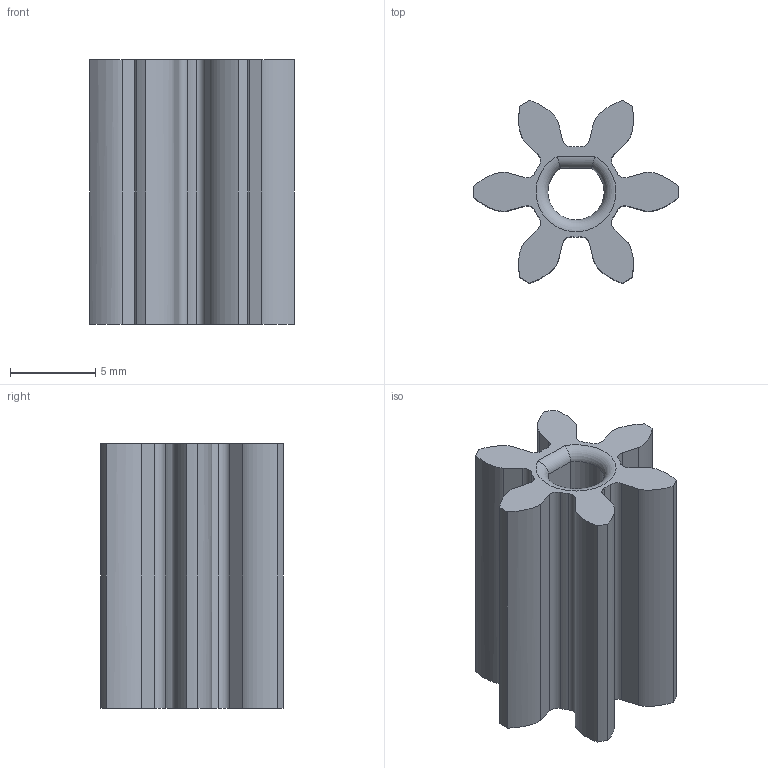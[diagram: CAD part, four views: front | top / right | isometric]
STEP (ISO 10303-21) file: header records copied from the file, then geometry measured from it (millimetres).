
FILE_DESCRIPTION(/* description */ (''),/* implementation_level */ '2;1');
FILE_NAME(/* name */ 'GearRccar6T.step',/* time_stamp */ '2026-02-02T00:33:02+07:00',/* author */ (''),/* organization */ (''),/* preprocessor_version */ 'ST-DEVELOPER v20.1',/* originating_system */ 'Autodesk Translation Framework v14.21.0.0',/* authorisation */ '');
FILE_SCHEMA (('AUTOMOTIVE_DESIGN { 1 0 10303 214 3 1 1 }'));
Length unit declared in the file: millimetre
Products named in the file (2): GearRccar6T; Spur Gear (6 teeth)
Assembly tree (1 placements, depth 2):
  GearRccar6T
    Spur Gear (6 teeth)
Bounding box: 12 x 10.7 x 15.5 mm (x, y, z)
Volume: 788.3 mm3; surface area: 1100.4 mm2
Topology: 1 solids, 1 shells, 54 faces, 154 edges, 102 vertices
Faces by surface type: cylinder 26, plane 15, bspline 12, torus 1
Entity records: 5298 total; most frequent: CARTESIAN_POINT 3905, ORIENTED_EDGE 308, DIRECTION 269, EDGE_CURVE 154, VERTEX_POINT 102, AXIS2_PLACEMENT_3D 96, LINE 77, VECTOR 77
